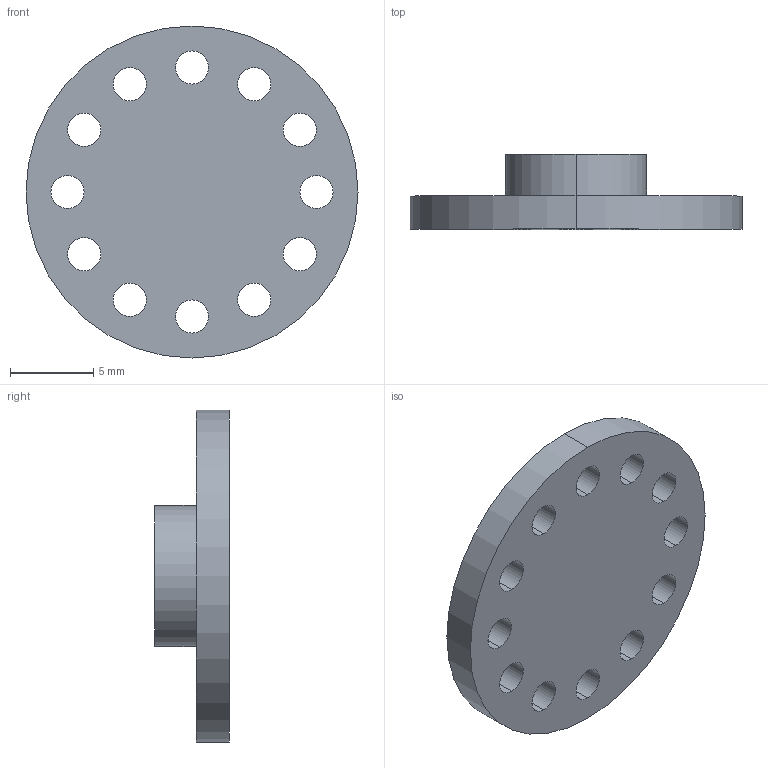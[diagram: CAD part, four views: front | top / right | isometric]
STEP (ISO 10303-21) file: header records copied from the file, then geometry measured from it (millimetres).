
FILE_DESCRIPTION (( 'STEP AP214' ), '1' );
FILE_NAME ('ServoMotorInterface.step', '2022-07-16T15:43:58', ( 'Windows User' ), ( '' ), 'SwSTEP 2.0', 'SolidWorks 2022', '' );
FILE_SCHEMA (( 'AUTOMOTIVE_DESIGN' ));
Length unit declared in the file: centimetre
Products named in the file (1): ServoMotorInterface
Bounding box: 20 x 4.5 x 20 mm (x, y, z)
Volume: 637.1 mm3; surface area: 939.5 mm2
Topology: 1 solids, 1 shells, 130 faces, 330 edges, 204 vertices
Faces by surface type: plane 76, cylinder 52, cone 2
Entity records: 3984 total; most frequent: DIRECTION 724, CARTESIAN_POINT 665, ORIENTED_EDGE 660, EDGE_CURVE 330, AXIS2_PLACEMENT_3D 263, VERTEX_POINT 204, VECTOR 198, LINE 198
